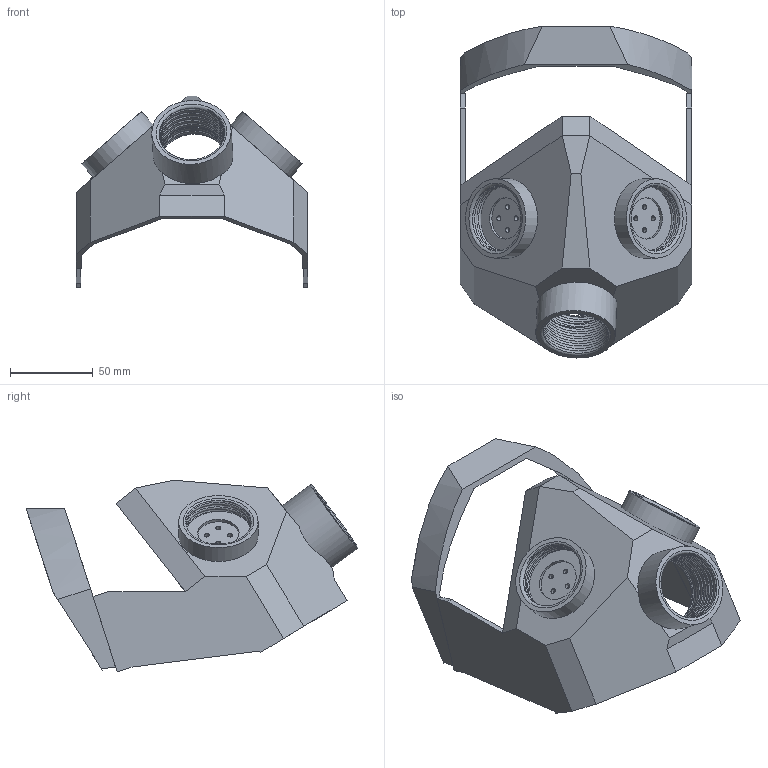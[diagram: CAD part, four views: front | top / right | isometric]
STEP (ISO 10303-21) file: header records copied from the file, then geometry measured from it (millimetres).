
FILE_DESCRIPTION(/* description */ (''),/* implementation_level */ '2;1');
FILE_NAME(/* name */ 'non threaded full face (1).step',/* time_stamp */ '2020-08-01T17:13:28+01:00',/* author */ (''),/* organization */ (''),/* preprocessor_version */ 'ST-DEVELOPER v18.1',/* originating_system */ 'Autodesk Translation Framework v9.3.0.1241',/* authorisation */ '');
FILE_SCHEMA (('AUTOMOTIVE_DESIGN { 1 0 10303 214 3 1 1 }'));
Length unit declared in the file: millimetre
Products named in the file (1): non threaded full face (1)
Bounding box: 140 x 200.53 x 115.76 mm (x, y, z)
Volume: 144903.9 mm3; surface area: 93181.1 mm2
Topology: 2 solids, 2 shells, 114 faces, 312 edges, 206 vertices
Faces by surface type: plane 78, cylinder 17, bspline 15, torus 4
Full cylindrical faces by diameter (mm): 3 x8, 25 x2, 48 x4
Entity records: 7528 total; most frequent: CARTESIAN_POINT 4723, ORIENTED_EDGE 612, DIRECTION 492, EDGE_CURVE 306, VERTEX_POINT 202, LINE 196, VECTOR 196, AXIS2_PLACEMENT_3D 148
